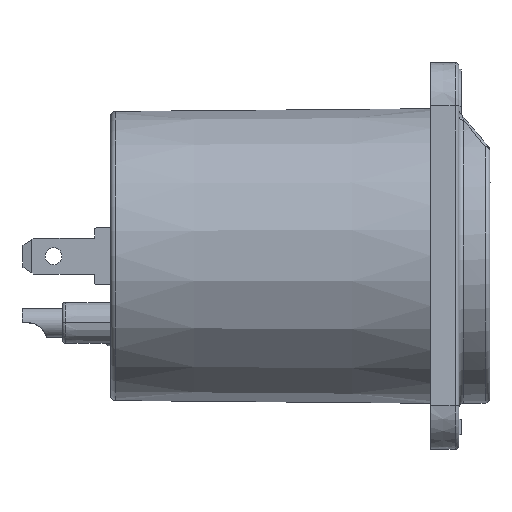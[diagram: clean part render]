
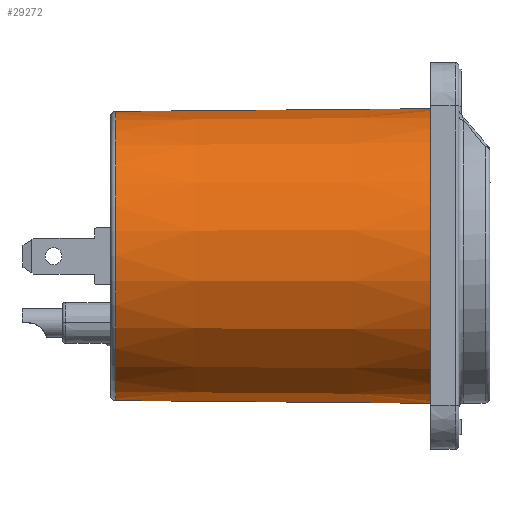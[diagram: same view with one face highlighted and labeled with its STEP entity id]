
A CAD part, top view. The second image highlights one B-rep face of the part: STEP entity #29272.
In plain terms, the highlighted conical face has half-angle 0.5 degrees and reference radius 11.69 mm.
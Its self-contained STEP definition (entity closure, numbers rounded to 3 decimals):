
#8242=CARTESIAN_POINT('',(-25.253,0.,0.));
#8243=DIRECTION('',(-1.,0.,0.));
#8244=DIRECTION('',(0.,-1.,0.));
#8245=AXIS2_PLACEMENT_3D('',#8242,#8243,#8244);
#8247=CARTESIAN_POINT('',(0.,0.,0.));
#8248=DIRECTION('',(1.,0.,0.));
#8249=DIRECTION('',(0.,1.,0.));
#8250=AXIS2_PLACEMENT_3D('',#8247,#8248,#8249);
#8257=DIRECTION('',(-1.,0.009,0.));
#8258=VECTOR('',#8257,25.254);
#8259=CARTESIAN_POINT('',(0.,-11.8,0.));
#8260=LINE('',#8259,#8258);
#8266=DIRECTION('',(-1.,-0.009,0.));
#8267=VECTOR('',#8266,25.254);
#8268=CARTESIAN_POINT('',(0.,11.8,0.));
#8269=LINE('',#8268,#8267);
#15236=CARTESIAN_POINT('',(0.,11.8,0.));
#15237=CARTESIAN_POINT('',(0.,-11.8,0.));
#15238=VERTEX_POINT('',#15236);
#15239=VERTEX_POINT('',#15237);
#15466=CARTESIAN_POINT('',(-25.253,11.58,0.));
#15467=CARTESIAN_POINT('',(-25.253,-11.58,0.));
#15468=VERTEX_POINT('',#15466);
#15469=VERTEX_POINT('',#15467);
#29258=CARTESIAN_POINT('',(-12.627,0.,0.));
#29259=DIRECTION('',(1.,0.,0.));
#29260=DIRECTION('',(0.,-1.,0.));
#29261=AXIS2_PLACEMENT_3D('',#29258,#29259,#29260);
#29262=CONICAL_SURFACE('',#29261,11.69,0.5);
#29263=ORIENTED_EDGE('',*,*,#29252,.T.);
#29265=ORIENTED_EDGE('',*,*,#29264,.F.);
#29267=ORIENTED_EDGE('',*,*,#29266,.T.);
#29269=ORIENTED_EDGE('',*,*,#29268,.T.);
#29270=EDGE_LOOP('',(#29263,#29265,#29267,#29269));
#29271=FACE_OUTER_BOUND('',#29270,.F.);
#29272=ADVANCED_FACE('',(#29271),#29262,.T.);
#8246=CIRCLE('',#8245,11.58);
#8251=CIRCLE('',#8250,11.8);
#29252=EDGE_CURVE('',#15469,#15468,#8246,.T.);
#29264=EDGE_CURVE('',#15238,#15468,#8269,.T.);
#29266=EDGE_CURVE('',#15238,#15239,#8251,.T.);
#29268=EDGE_CURVE('',#15239,#15469,#8260,.T.);
